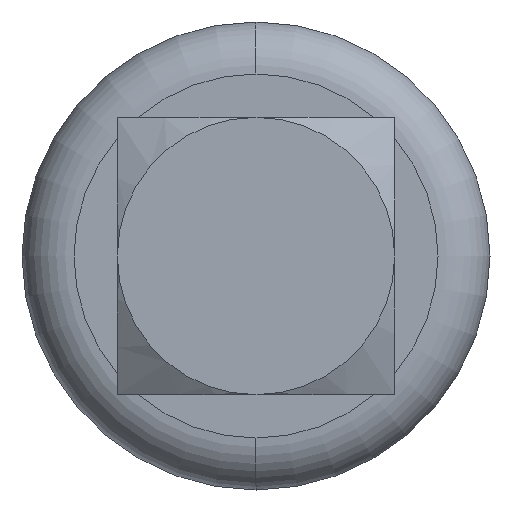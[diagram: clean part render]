
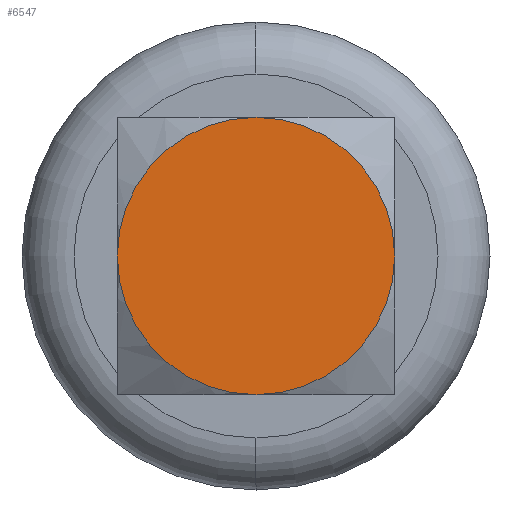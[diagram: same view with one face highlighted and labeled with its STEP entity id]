
A CAD part, left-side view. The second image highlights one B-rep face of the part: STEP entity #6547.
In plain terms, the highlighted planar face has unit normal (-1, 0, 0).
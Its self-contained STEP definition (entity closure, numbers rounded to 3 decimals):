
#19 = AXIS2_PLACEMENT_3D ( 'NONE', #2489, #4764, #1911 ) ;
#178 = DIRECTION ( 'NONE',  ( 0., 0., 1. ) ) ;
#761 = VERTEX_POINT ( 'NONE', #4148 ) ;
#788 = CARTESIAN_POINT ( 'NONE',  ( 0., 0., 0. ) ) ;
#849 = DIRECTION ( 'NONE',  ( 1., 0., 0. ) ) ;
#933 = CIRCLE ( 'NONE', #3368, 8. ) ;
#1187 = ORIENTED_EDGE ( 'NONE', *, *, #2386, .F. ) ;
#1330 = CARTESIAN_POINT ( 'NONE',  ( 0., -8., 0. ) ) ;
#1569 = VERTEX_POINT ( 'NONE', #1330 ) ;
#1664 = DIRECTION ( 'NONE',  ( 0., 0., 1. ) ) ;
#1710 = ORIENTED_EDGE ( 'NONE', *, *, #6241, .F. ) ;
#1911 = DIRECTION ( 'NONE',  ( 0., 0., 1. ) ) ;
#1915 = CARTESIAN_POINT ( 'NONE',  ( 0., 0., 0. ) ) ;
#1998 = EDGE_CURVE ( 'NONE', #761, #1569, #5085, .T. ) ;
#2002 = AXIS2_PLACEMENT_3D ( 'NONE', #5531, #3825, #1664 ) ;
#2354 = DIRECTION ( 'NONE',  ( 0., 0., 1. ) ) ;
#2386 = EDGE_CURVE ( 'NONE', #5177, #2486, #3594, .T. ) ;
#2398 = EDGE_LOOP ( 'NONE', ( #3551, #5372, #1187, #1710 ) ) ;
#2481 = CARTESIAN_POINT ( 'NONE',  ( 0., 8., 0. ) ) ;
#2486 = VERTEX_POINT ( 'NONE', #2481 ) ;
#2489 = CARTESIAN_POINT ( 'NONE',  ( 0., 0., 0. ) ) ;
#2784 = AXIS2_PLACEMENT_3D ( 'NONE', #3568, #849, #5772 ) ;
#2894 = DIRECTION ( 'NONE',  ( -1., 0., 0. ) ) ;
#2971 = DIRECTION ( 'NONE',  ( 1., 0., 0. ) ) ;
#3176 = EDGE_CURVE ( 'NONE', #761, #2486, #933, .T. ) ;
#3368 = AXIS2_PLACEMENT_3D ( 'NONE', #1915, #2894, #178 ) ;
#3551 = ORIENTED_EDGE ( 'NONE', *, *, #1998, .F. ) ;
#3568 = CARTESIAN_POINT ( 'NONE',  ( 0., 0., 0. ) ) ;
#3594 = CIRCLE ( 'NONE', #2784, 8. ) ;
#3825 = DIRECTION ( 'NONE',  ( 1., 0., 0. ) ) ;
#4059 = CIRCLE ( 'NONE', #2002, 8. ) ;
#4148 = CARTESIAN_POINT ( 'NONE',  ( 0., 0., 8. ) ) ;
#4180 = FACE_OUTER_BOUND ( 'NONE', #2398, .T. ) ;
#4764 = DIRECTION ( 'NONE',  ( -1., 0., 0. ) ) ;
#5085 = CIRCLE ( 'NONE', #5891, 8. ) ;
#5177 = VERTEX_POINT ( 'NONE', #5311 ) ;
#5311 = CARTESIAN_POINT ( 'NONE',  ( 0., 0., -8. ) ) ;
#5372 = ORIENTED_EDGE ( 'NONE', *, *, #3176, .T. ) ;
#5531 = CARTESIAN_POINT ( 'NONE',  ( 0., 0., 0. ) ) ;
#5772 = DIRECTION ( 'NONE',  ( 0., 0., 1. ) ) ;
#5891 = AXIS2_PLACEMENT_3D ( 'NONE', #788, #2971, #2354 ) ;
#6241 = EDGE_CURVE ( 'NONE', #1569, #5177, #4059, .T. ) ;
#6547 = ADVANCED_FACE ( 'NONE', ( #4180 ), #6956, .T. ) ;
#6956 = PLANE ( 'NONE',  #19 ) ;
